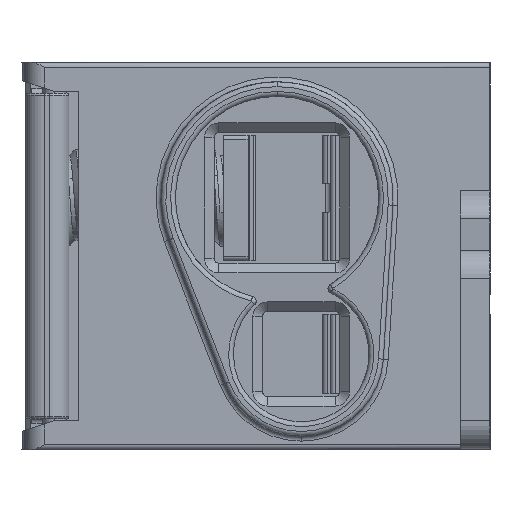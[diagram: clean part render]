
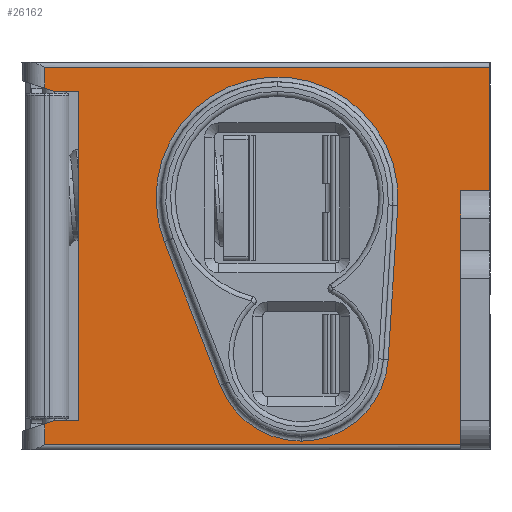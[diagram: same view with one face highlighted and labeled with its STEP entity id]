
A CAD part, left-side view. The second image highlights one B-rep face of the part: STEP entity #26162.
In plain terms, the highlighted planar face has unit normal (-1, 0, 0).
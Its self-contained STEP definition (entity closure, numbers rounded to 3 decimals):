
#7 = ORIENTED_EDGE ( 'NONE', *, *, #18287, .T. ) ;
#21 = AXIS2_PLACEMENT_3D ( 'NONE', #27529, #36533, #1842 ) ;
#45 = CARTESIAN_POINT ( 'NONE',  ( -21., 42.5, 3. ) ) ;
#84 = CARTESIAN_POINT ( 'NONE',  ( -21., 42.5, 37. ) ) ;
#761 = CARTESIAN_POINT ( 'NONE',  ( -21., 46., 27.78 ) ) ;
#1260 = CARTESIAN_POINT ( 'NONE',  ( -21., 45., 3. ) ) ;
#1480 = ORIENTED_EDGE ( 'NONE', *, *, #23054, .F. ) ;
#1842 = DIRECTION ( 'NONE',  ( 0., 0., -1. ) ) ;
#2418 = CARTESIAN_POINT ( 'NONE',  ( -21., 46., 12.22 ) ) ;
#2487 = VECTOR ( 'NONE', #31590, 1000. ) ;
#2591 = VERTEX_POINT ( 'NONE', #7520 ) ;
#2788 = CARTESIAN_POINT ( 'NONE',  ( -21., 33.654, 21.48 ) ) ;
#3201 = LINE ( 'NONE', #761, #21505 ) ;
#3705 = VERTEX_POINT ( 'NONE', #34481 ) ;
#4408 = LINE ( 'NONE', #10039, #11646 ) ;
#5118 = CARTESIAN_POINT ( 'NONE',  ( -21., 45., 3. ) ) ;
#5518 = VECTOR ( 'NONE', #33550, 1000. ) ;
#5530 = DIRECTION ( 'NONE',  ( 0., 0., 1. ) ) ;
#5590 = EDGE_CURVE ( 'NONE', #28496, #15074, #31008, .T. ) ;
#5686 = CIRCLE ( 'NONE', #18884, 12.5 ) ;
#6188 = CARTESIAN_POINT ( 'NONE',  ( -21., 3., 40. ) ) ;
#6530 = VECTOR ( 'NONE', #36615, 1000. ) ;
#6969 = EDGE_CURVE ( 'NONE', #15074, #8035, #30500, .T. ) ;
#6991 = EDGE_CURVE ( 'NONE', #8035, #10945, #27319, .T. ) ;
#7163 = DIRECTION ( 'NONE',  ( 0., 0., -1. ) ) ;
#7520 = CARTESIAN_POINT ( 'NONE',  ( -21., 33.654, 21.48 ) ) ;
#7652 = DIRECTION ( 'NONE',  ( 0., 0.949, 0.316 ) ) ;
#7905 = CARTESIAN_POINT ( 'NONE',  ( -21., 46., 39.5 ) ) ;
#8001 = VERTEX_POINT ( 'NONE', #11088 ) ;
#8035 = VERTEX_POINT ( 'NONE', #9211 ) ;
#8117 = LINE ( 'NONE', #8480, #24753 ) ;
#8480 = CARTESIAN_POINT ( 'NONE',  ( -21., -25.928, 26.723 ) ) ;
#8505 = VECTOR ( 'NONE', #5530, 1000. ) ;
#8564 = DIRECTION ( 'NONE',  ( 0., 0.062, -0.998 ) ) ;
#9023 = EDGE_CURVE ( 'NONE', #12197, #28144, #8117, .T. ) ;
#9211 = CARTESIAN_POINT ( 'NONE',  ( -21., 45., 37. ) ) ;
#9409 = DIRECTION ( 'NONE',  ( 0., 0., 1. ) ) ;
#10039 = CARTESIAN_POINT ( 'NONE',  ( -21., 42., 3. ) ) ;
#10112 = EDGE_CURVE ( 'NONE', #28496, #35028, #4408, .T. ) ;
#10123 = CARTESIAN_POINT ( 'NONE',  ( -21., 0., 40. ) ) ;
#10836 = EDGE_CURVE ( 'NONE', #2591, #29909, #5686, .T. ) ;
#10906 = DIRECTION ( 'NONE',  ( 0., 0., -1. ) ) ;
#10945 = VERTEX_POINT ( 'NONE', #13760 ) ;
#11088 = CARTESIAN_POINT ( 'NONE',  ( -21., 0., 39.5 ) ) ;
#11646 = VECTOR ( 'NONE', #17932, 1000. ) ;
#11844 = EDGE_CURVE ( 'NONE', #29909, #30710, #29335, .T. ) ;
#12050 = VERTEX_POINT ( 'NONE', #35154 ) ;
#12197 = VERTEX_POINT ( 'NONE', #13949 ) ;
#12583 = VECTOR ( 'NONE', #7163, 1000. ) ;
#12645 = EDGE_CURVE ( 'NONE', #33936, #3705, #24456, .T. ) ;
#13215 = CARTESIAN_POINT ( 'NONE',  ( -21., 9.524, 25.221 ) ) ;
#13248 = ORIENTED_EDGE ( 'NONE', *, *, #10112, .T. ) ;
#13729 = CARTESIAN_POINT ( 'NONE',  ( -21., 19.5, 9.875 ) ) ;
#13760 = CARTESIAN_POINT ( 'NONE',  ( -21., 46., 37.333 ) ) ;
#13949 = CARTESIAN_POINT ( 'NONE',  ( -21., 0., 26.723 ) ) ;
#14165 = EDGE_LOOP ( 'NONE', ( #36180, #34500, #13248, #16353, #32436, #28252, #34926, #24694, #7, #25782, #1480, #21125 ) ) ;
#14175 = LINE ( 'NONE', #28777, #2487 ) ;
#14556 = CARTESIAN_POINT ( 'NONE',  ( -21., 10.517, 9.314 ) ) ;
#14870 = ORIENTED_EDGE ( 'NONE', *, *, #11844, .T. ) ;
#15074 = VERTEX_POINT ( 'NONE', #84 ) ;
#15106 = CARTESIAN_POINT ( 'NONE',  ( -21., 3., 26.723 ) ) ;
#15577 = LINE ( 'NONE', #10123, #30815 ) ;
#15656 = EDGE_CURVE ( 'NONE', #27180, #34397, #28114, .T. ) ;
#15824 = VECTOR ( 'NONE', #8564, 1000. ) ;
#15833 = CARTESIAN_POINT ( 'NONE',  ( -21., 22., 26. ) ) ;
#16353 = ORIENTED_EDGE ( 'NONE', *, *, #22974, .F. ) ;
#17103 = DIRECTION ( 'NONE',  ( 0., 1., 0. ) ) ;
#17619 = DIRECTION ( 'NONE',  ( 0., 0., -1. ) ) ;
#17797 = DIRECTION ( 'NONE',  ( 1., 0., 0. ) ) ;
#17932 = DIRECTION ( 'NONE',  ( 0., 1., 0. ) ) ;
#18093 = DIRECTION ( 'NONE',  ( 1., 0., 0. ) ) ;
#18287 = EDGE_CURVE ( 'NONE', #12197, #8001, #15577, .T. ) ;
#18884 = AXIS2_PLACEMENT_3D ( 'NONE', #15833, #18093, #32893 ) ;
#20014 = VECTOR ( 'NONE', #7652, 1000. ) ;
#21125 = ORIENTED_EDGE ( 'NONE', *, *, #6991, .F. ) ;
#21184 = ORIENTED_EDGE ( 'NONE', *, *, #10836, .T. ) ;
#21223 = LINE ( 'NONE', #27206, #32821 ) ;
#21505 = VECTOR ( 'NONE', #9409, 1000. ) ;
#21527 = DIRECTION ( 'NONE',  ( 0., 1., 0. ) ) ;
#21651 = CARTESIAN_POINT ( 'NONE',  ( -21., 46., 0.5 ) ) ;
#22256 = EDGE_CURVE ( 'NONE', #34397, #12050, #21223, .T. ) ;
#22539 = LINE ( 'NONE', #5118, #6530 ) ;
#22859 = EDGE_LOOP ( 'NONE', ( #21184, #14870, #24763, #30940, #29158 ) ) ;
#22974 = EDGE_CURVE ( 'NONE', #27180, #35028, #22539, .T. ) ;
#23054 = EDGE_CURVE ( 'NONE', #10945, #32109, #3201, .T. ) ;
#23895 = AXIS2_PLACEMENT_3D ( 'NONE', #13729, #36592, #10906 ) ;
#24456 = CIRCLE ( 'NONE', #23895, 9. ) ;
#24574 = CARTESIAN_POINT ( 'NONE',  ( -21., 3., 40. ) ) ;
#24694 = ORIENTED_EDGE ( 'NONE', *, *, #9023, .F. ) ;
#24753 = VECTOR ( 'NONE', #17103, 1000. ) ;
#24763 = ORIENTED_EDGE ( 'NONE', *, *, #29013, .T. ) ;
#25212 = CIRCLE ( 'NONE', #21, 9. ) ;
#25782 = ORIENTED_EDGE ( 'NONE', *, *, #29684, .T. ) ;
#26026 = FACE_OUTER_BOUND ( 'NONE', #14165, .T. ) ;
#26162 = ADVANCED_FACE ( 'NONE', ( #26205, #26026 ), #29031, .F. ) ;
#26205 = FACE_BOUND ( 'NONE', #22859, .T. ) ;
#26578 = VECTOR ( 'NONE', #21527, 1000. ) ;
#26719 = EDGE_CURVE ( 'NONE', #3705, #2591, #36425, .T. ) ;
#26824 = LINE ( 'NONE', #24574, #12583 ) ;
#27018 = DIRECTION ( 'NONE',  ( 0., -1., 0. ) ) ;
#27180 = VERTEX_POINT ( 'NONE', #27621 ) ;
#27206 = CARTESIAN_POINT ( 'NONE',  ( -21., 3., 0.5 ) ) ;
#27319 = LINE ( 'NONE', #33322, #20014 ) ;
#27529 = CARTESIAN_POINT ( 'NONE',  ( -21., 19.5, 9.875 ) ) ;
#27576 = EDGE_CURVE ( 'NONE', #28144, #12050, #26824, .T. ) ;
#27621 = CARTESIAN_POINT ( 'NONE',  ( -21., 46., 2.667 ) ) ;
#27701 = CARTESIAN_POINT ( 'NONE',  ( -21., 46., 37. ) ) ;
#28114 = LINE ( 'NONE', #2418, #5518 ) ;
#28144 = VERTEX_POINT ( 'NONE', #15106 ) ;
#28252 = ORIENTED_EDGE ( 'NONE', *, *, #22256, .T. ) ;
#28496 = VERTEX_POINT ( 'NONE', #34170 ) ;
#28777 = CARTESIAN_POINT ( 'NONE',  ( -21., 46., 39.5 ) ) ;
#29013 = EDGE_CURVE ( 'NONE', #30710, #33936, #25212, .T. ) ;
#29031 = PLANE ( 'NONE',  #33540 ) ;
#29158 = ORIENTED_EDGE ( 'NONE', *, *, #26719, .T. ) ;
#29335 = LINE ( 'NONE', #14556, #15824 ) ;
#29684 = EDGE_CURVE ( 'NONE', #8001, #32109, #14175, .T. ) ;
#29909 = VERTEX_POINT ( 'NONE', #13215 ) ;
#29970 = VECTOR ( 'NONE', #31483, 1000. ) ;
#30500 = LINE ( 'NONE', #27701, #26578 ) ;
#30710 = VERTEX_POINT ( 'NONE', #34881 ) ;
#30815 = VECTOR ( 'NONE', #35624, 1000. ) ;
#30940 = ORIENTED_EDGE ( 'NONE', *, *, #12645, .T. ) ;
#31008 = LINE ( 'NONE', #45, #8505 ) ;
#31483 = DIRECTION ( 'NONE',  ( 0., 0.362, 0.932 ) ) ;
#31590 = DIRECTION ( 'NONE',  ( 0., 1., 0. ) ) ;
#32109 = VERTEX_POINT ( 'NONE', #7905 ) ;
#32436 = ORIENTED_EDGE ( 'NONE', *, *, #15656, .T. ) ;
#32821 = VECTOR ( 'NONE', #27018, 1000. ) ;
#32893 = DIRECTION ( 'NONE',  ( 0., 0., -1. ) ) ;
#33322 = CARTESIAN_POINT ( 'NONE',  ( -21., 45., 37. ) ) ;
#33540 = AXIS2_PLACEMENT_3D ( 'NONE', #6188, #17797, #17619 ) ;
#33550 = DIRECTION ( 'NONE',  ( 0., 0., -1. ) ) ;
#33936 = VERTEX_POINT ( 'NONE', #35021 ) ;
#34170 = CARTESIAN_POINT ( 'NONE',  ( -21., 42.5, 3. ) ) ;
#34397 = VERTEX_POINT ( 'NONE', #21651 ) ;
#34481 = CARTESIAN_POINT ( 'NONE',  ( -21., 27.891, 6.621 ) ) ;
#34500 = ORIENTED_EDGE ( 'NONE', *, *, #5590, .F. ) ;
#34881 = CARTESIAN_POINT ( 'NONE',  ( -21., 10.517, 9.314 ) ) ;
#34926 = ORIENTED_EDGE ( 'NONE', *, *, #27576, .F. ) ;
#35021 = CARTESIAN_POINT ( 'NONE',  ( -21., 19.5, 0.875 ) ) ;
#35028 = VERTEX_POINT ( 'NONE', #1260 ) ;
#35154 = CARTESIAN_POINT ( 'NONE',  ( -21., 3., 0.5 ) ) ;
#35624 = DIRECTION ( 'NONE',  ( 0., 0., 1. ) ) ;
#36180 = ORIENTED_EDGE ( 'NONE', *, *, #6969, .F. ) ;
#36425 = LINE ( 'NONE', #2788, #29970 ) ;
#36533 = DIRECTION ( 'NONE',  ( 1., 0., 0. ) ) ;
#36592 = DIRECTION ( 'NONE',  ( 1., 0., 0. ) ) ;
#36615 = DIRECTION ( 'NONE',  ( 0., -0.949, 0.316 ) ) ;
